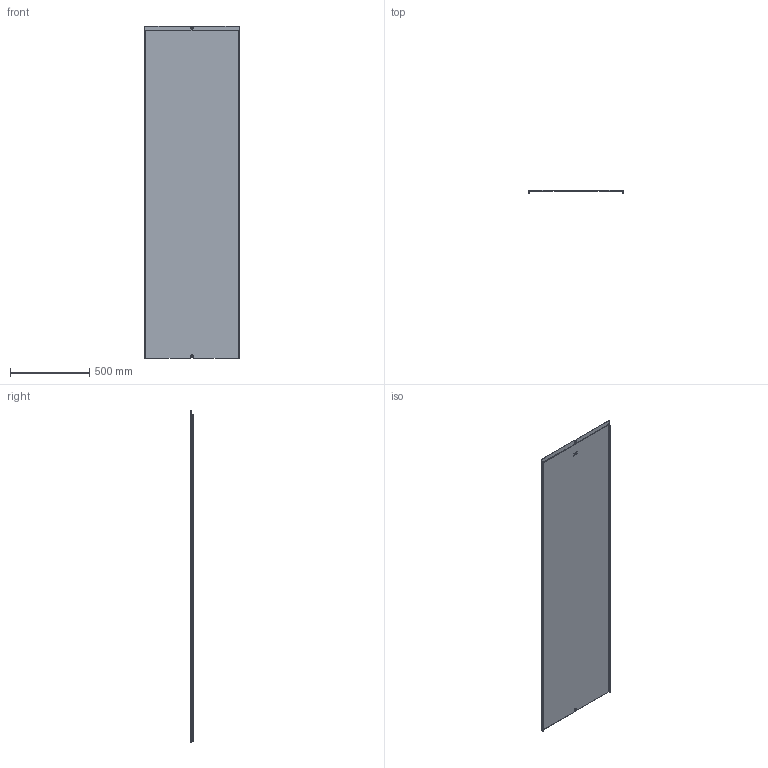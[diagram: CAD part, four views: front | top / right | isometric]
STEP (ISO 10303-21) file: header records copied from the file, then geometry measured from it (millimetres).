
FILE_DESCRIPTION (( 'STEP AP214' ), '1' );
FILE_NAME ('CLP1K-600-2_Êðûøêà íà ëîòîê îñí. 600õ2000ìì IEK.STEP', '2020-07-11T11:59:43', ( 'Igoran' ), ( '' ), 'SwSTEP 2.0', 'SolidWorks 2017', '' );
FILE_SCHEMA (( 'AUTOMOTIVE_DESIGN' ));
Length unit declared in the file: millimetre
Products named in the file (1): CLP1K-600-2_Êðûøêà íà ëîòîê îñí. 600õ2000ìì IEK
Bounding box: 605.4 x 18.14 x 2100 mm (x, y, z)
Volume: 1597953.9 mm3; surface area: 2670181.6 mm2
Topology: 1 solids, 1 shells, 181 faces, 439 edges, 270 vertices
Faces by surface type: plane 99, cylinder 34, torus 20, bspline 20, cone 8
Entity records: 6277 total; most frequent: CARTESIAN_POINT 2043, ORIENTED_EDGE 878, DIRECTION 853, EDGE_CURVE 439, VECTOR 289, LINE 289, AXIS2_PLACEMENT_3D 282, VERTEX_POINT 270
